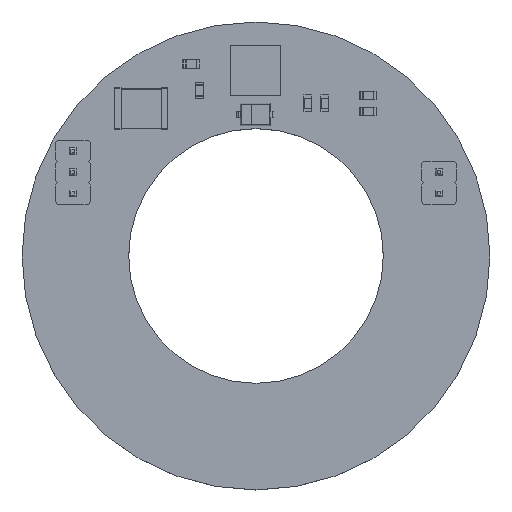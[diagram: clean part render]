
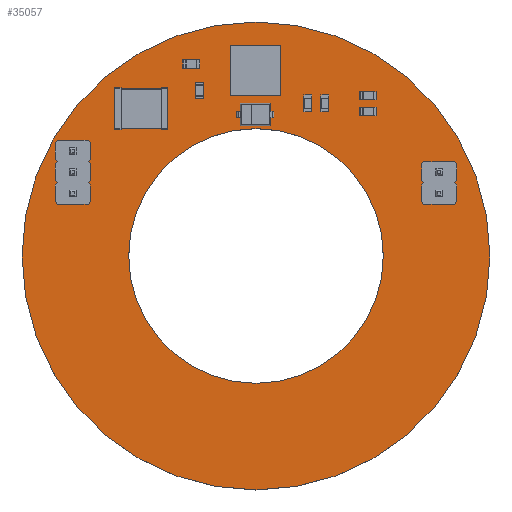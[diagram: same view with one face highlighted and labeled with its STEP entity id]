
A CAD part, top view. The second image highlights one B-rep face of the part: STEP entity #35057.
In plain terms, the highlighted planar face has unit normal (0, 0, 1).
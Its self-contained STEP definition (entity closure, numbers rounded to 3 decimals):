
#34786 = VERTEX_POINT('',#34787);
#34787 = CARTESIAN_POINT('',(14.,0.,1.6));
#34794 = CYLINDRICAL_SURFACE('',#34795,14.);
#34795 = AXIS2_PLACEMENT_3D('',#34796,#34797,#34798);
#34796 = CARTESIAN_POINT('',(0.,0.,0.));
#34797 = DIRECTION('',(0.,0.,-1.));
#34798 = DIRECTION('',(1.,0.,0.));
#34813 = EDGE_CURVE('',#34786,#34786,#34814,.T.);
#34814 = SURFACE_CURVE('',#34815,(#34820,#34827),.PCURVE_S1.);
#34815 = CIRCLE('',#34816,14.);
#34816 = AXIS2_PLACEMENT_3D('',#34817,#34818,#34819);
#34817 = CARTESIAN_POINT('',(0.,0.,1.6));
#34818 = DIRECTION('',(0.,0.,1.));
#34819 = DIRECTION('',(1.,0.,0.));
#34820 = PCURVE('',#34794,#34821);
#34821 = DEFINITIONAL_REPRESENTATION('',(#34822),#34826);
#34822 = LINE('',#34823,#34824);
#34823 = CARTESIAN_POINT('',(0.,-1.6));
#34824 = VECTOR('',#34825,1.);
#34825 = DIRECTION('',(-1.,0.));
#34826 = ( GEOMETRIC_REPRESENTATION_CONTEXT(2) 
PARAMETRIC_REPRESENTATION_CONTEXT() REPRESENTATION_CONTEXT('2D SPACE',''
  ) );
#34827 = PCURVE('',#34828,#34833);
#34828 = PLANE('',#34829);
#34829 = AXIS2_PLACEMENT_3D('',#34830,#34831,#34832);
#34830 = CARTESIAN_POINT('',(0.,0.,
    1.6));
#34831 = DIRECTION('',(0.,0.,1.));
#34832 = DIRECTION('',(1.,0.,0.));
#34833 = DEFINITIONAL_REPRESENTATION('',(#34834),#34838);
#34834 = CIRCLE('',#34835,14.);
#34835 = AXIS2_PLACEMENT_2D('',#34836,#34837);
#34836 = CARTESIAN_POINT('',(0.,0.));
#34837 = DIRECTION('',(1.,0.));
#34838 = ( GEOMETRIC_REPRESENTATION_CONTEXT(2) 
PARAMETRIC_REPRESENTATION_CONTEXT() REPRESENTATION_CONTEXT('2D SPACE',''
  ) );
#34891 = CYLINDRICAL_SURFACE('',#34892,0.325);
#34892 = AXIS2_PLACEMENT_3D('',#34893,#34894,#34895);
#34893 = CARTESIAN_POINT('',(10.962,3.74,-0.8));
#34894 = DIRECTION('',(0.,0.,1.));
#34895 = DIRECTION('',(1.,0.,0.));
#34922 = CYLINDRICAL_SURFACE('',#34923,0.325);
#34923 = AXIS2_PLACEMENT_3D('',#34924,#34925,#34926);
#34924 = CARTESIAN_POINT('',(10.962,5.01,-0.8));
#34925 = DIRECTION('',(0.,0.,1.));
#34926 = DIRECTION('',(1.,0.,0.));
#34953 = CYLINDRICAL_SURFACE('',#34954,7.619);
#34954 = AXIS2_PLACEMENT_3D('',#34955,#34956,#34957);
#34955 = CARTESIAN_POINT('',(0.,0.,0.));
#34956 = DIRECTION('',(0.,0.,-1.));
#34957 = DIRECTION('',(1.,0.,0.));
#34984 = CYLINDRICAL_SURFACE('',#34985,0.325);
#34985 = AXIS2_PLACEMENT_3D('',#34986,#34987,#34988);
#34986 = CARTESIAN_POINT('',(-10.97,3.74,-0.8));
#34987 = DIRECTION('',(0.,0.,1.));
#34988 = DIRECTION('',(1.,0.,0.));
#35015 = CYLINDRICAL_SURFACE('',#35016,0.325);
#35016 = AXIS2_PLACEMENT_3D('',#35017,#35018,#35019);
#35017 = CARTESIAN_POINT('',(-10.97,5.01,-0.8));
#35018 = DIRECTION('',(0.,0.,1.));
#35019 = DIRECTION('',(1.,0.,0.));
#35046 = CYLINDRICAL_SURFACE('',#35047,0.325);
#35047 = AXIS2_PLACEMENT_3D('',#35048,#35049,#35050);
#35048 = CARTESIAN_POINT('',(-10.97,6.28,-0.8));
#35049 = DIRECTION('',(0.,0.,1.));
#35050 = DIRECTION('',(1.,0.,0.));
#35057 = ADVANCED_FACE('',(#35058,#35061,#35087,#35113,#35139,#35165,
    #35191),#34828,.T.);
#35058 = FACE_BOUND('',#35059,.T.);
#35059 = EDGE_LOOP('',(#35060));
#35060 = ORIENTED_EDGE('',*,*,#34813,.T.);
#35061 = FACE_BOUND('',#35062,.T.);
#35062 = EDGE_LOOP('',(#35063));
#35063 = ORIENTED_EDGE('',*,*,#35064,.F.);
#35064 = EDGE_CURVE('',#35065,#35065,#35067,.T.);
#35065 = VERTEX_POINT('',#35066);
#35066 = CARTESIAN_POINT('',(-10.645,3.74,1.6));
#35067 = SURFACE_CURVE('',#35068,(#35073,#35080),.PCURVE_S1.);
#35068 = CIRCLE('',#35069,0.325);
#35069 = AXIS2_PLACEMENT_3D('',#35070,#35071,#35072);
#35070 = CARTESIAN_POINT('',(-10.97,3.74,1.6));
#35071 = DIRECTION('',(0.,0.,1.));
#35072 = DIRECTION('',(1.,0.,0.));
#35073 = PCURVE('',#34828,#35074);
#35074 = DEFINITIONAL_REPRESENTATION('',(#35075),#35079);
#35075 = CIRCLE('',#35076,0.325);
#35076 = AXIS2_PLACEMENT_2D('',#35077,#35078);
#35077 = CARTESIAN_POINT('',(-10.97,3.74));
#35078 = DIRECTION('',(1.,0.));
#35079 = ( GEOMETRIC_REPRESENTATION_CONTEXT(2) 
PARAMETRIC_REPRESENTATION_CONTEXT() REPRESENTATION_CONTEXT('2D SPACE',''
  ) );
#35080 = PCURVE('',#34984,#35081);
#35081 = DEFINITIONAL_REPRESENTATION('',(#35082),#35086);
#35082 = LINE('',#35083,#35084);
#35083 = CARTESIAN_POINT('',(0.,2.4));
#35084 = VECTOR('',#35085,1.);
#35085 = DIRECTION('',(1.,0.));
#35086 = ( GEOMETRIC_REPRESENTATION_CONTEXT(2) 
PARAMETRIC_REPRESENTATION_CONTEXT() REPRESENTATION_CONTEXT('2D SPACE',''
  ) );
#35087 = FACE_BOUND('',#35088,.T.);
#35088 = EDGE_LOOP('',(#35089));
#35089 = ORIENTED_EDGE('',*,*,#35090,.F.);
#35090 = EDGE_CURVE('',#35091,#35091,#35093,.T.);
#35091 = VERTEX_POINT('',#35092);
#35092 = CARTESIAN_POINT('',(-10.645,5.01,1.6));
#35093 = SURFACE_CURVE('',#35094,(#35099,#35106),.PCURVE_S1.);
#35094 = CIRCLE('',#35095,0.325);
#35095 = AXIS2_PLACEMENT_3D('',#35096,#35097,#35098);
#35096 = CARTESIAN_POINT('',(-10.97,5.01,1.6));
#35097 = DIRECTION('',(0.,0.,1.));
#35098 = DIRECTION('',(1.,0.,0.));
#35099 = PCURVE('',#34828,#35100);
#35100 = DEFINITIONAL_REPRESENTATION('',(#35101),#35105);
#35101 = CIRCLE('',#35102,0.325);
#35102 = AXIS2_PLACEMENT_2D('',#35103,#35104);
#35103 = CARTESIAN_POINT('',(-10.97,5.01));
#35104 = DIRECTION('',(1.,0.));
#35105 = ( GEOMETRIC_REPRESENTATION_CONTEXT(2) 
PARAMETRIC_REPRESENTATION_CONTEXT() REPRESENTATION_CONTEXT('2D SPACE',''
  ) );
#35106 = PCURVE('',#35015,#35107);
#35107 = DEFINITIONAL_REPRESENTATION('',(#35108),#35112);
#35108 = LINE('',#35109,#35110);
#35109 = CARTESIAN_POINT('',(0.,2.4));
#35110 = VECTOR('',#35111,1.);
#35111 = DIRECTION('',(1.,0.));
#35112 = ( GEOMETRIC_REPRESENTATION_CONTEXT(2) 
PARAMETRIC_REPRESENTATION_CONTEXT() REPRESENTATION_CONTEXT('2D SPACE',''
  ) );
#35113 = FACE_BOUND('',#35114,.T.);
#35114 = EDGE_LOOP('',(#35115));
#35115 = ORIENTED_EDGE('',*,*,#35116,.F.);
#35116 = EDGE_CURVE('',#35117,#35117,#35119,.T.);
#35117 = VERTEX_POINT('',#35118);
#35118 = CARTESIAN_POINT('',(-10.645,6.28,1.6));
#35119 = SURFACE_CURVE('',#35120,(#35125,#35132),.PCURVE_S1.);
#35120 = CIRCLE('',#35121,0.325);
#35121 = AXIS2_PLACEMENT_3D('',#35122,#35123,#35124);
#35122 = CARTESIAN_POINT('',(-10.97,6.28,1.6));
#35123 = DIRECTION('',(0.,0.,1.));
#35124 = DIRECTION('',(1.,0.,0.));
#35125 = PCURVE('',#34828,#35126);
#35126 = DEFINITIONAL_REPRESENTATION('',(#35127),#35131);
#35127 = CIRCLE('',#35128,0.325);
#35128 = AXIS2_PLACEMENT_2D('',#35129,#35130);
#35129 = CARTESIAN_POINT('',(-10.97,6.28));
#35130 = DIRECTION('',(1.,0.));
#35131 = ( GEOMETRIC_REPRESENTATION_CONTEXT(2) 
PARAMETRIC_REPRESENTATION_CONTEXT() REPRESENTATION_CONTEXT('2D SPACE',''
  ) );
#35132 = PCURVE('',#35046,#35133);
#35133 = DEFINITIONAL_REPRESENTATION('',(#35134),#35138);
#35134 = LINE('',#35135,#35136);
#35135 = CARTESIAN_POINT('',(0.,2.4));
#35136 = VECTOR('',#35137,1.);
#35137 = DIRECTION('',(1.,0.));
#35138 = ( GEOMETRIC_REPRESENTATION_CONTEXT(2) 
PARAMETRIC_REPRESENTATION_CONTEXT() REPRESENTATION_CONTEXT('2D SPACE',''
  ) );
#35139 = FACE_BOUND('',#35140,.T.);
#35140 = EDGE_LOOP('',(#35141));
#35141 = ORIENTED_EDGE('',*,*,#35142,.F.);
#35142 = EDGE_CURVE('',#35143,#35143,#35145,.T.);
#35143 = VERTEX_POINT('',#35144);
#35144 = CARTESIAN_POINT('',(11.287,3.74,1.6));
#35145 = SURFACE_CURVE('',#35146,(#35151,#35158),.PCURVE_S1.);
#35146 = CIRCLE('',#35147,0.325);
#35147 = AXIS2_PLACEMENT_3D('',#35148,#35149,#35150);
#35148 = CARTESIAN_POINT('',(10.962,3.74,1.6));
#35149 = DIRECTION('',(0.,0.,1.));
#35150 = DIRECTION('',(1.,0.,0.));
#35151 = PCURVE('',#34828,#35152);
#35152 = DEFINITIONAL_REPRESENTATION('',(#35153),#35157);
#35153 = CIRCLE('',#35154,0.325);
#35154 = AXIS2_PLACEMENT_2D('',#35155,#35156);
#35155 = CARTESIAN_POINT('',(10.962,3.74));
#35156 = DIRECTION('',(1.,0.));
#35157 = ( GEOMETRIC_REPRESENTATION_CONTEXT(2) 
PARAMETRIC_REPRESENTATION_CONTEXT() REPRESENTATION_CONTEXT('2D SPACE',''
  ) );
#35158 = PCURVE('',#34891,#35159);
#35159 = DEFINITIONAL_REPRESENTATION('',(#35160),#35164);
#35160 = LINE('',#35161,#35162);
#35161 = CARTESIAN_POINT('',(0.,2.4));
#35162 = VECTOR('',#35163,1.);
#35163 = DIRECTION('',(1.,0.));
#35164 = ( GEOMETRIC_REPRESENTATION_CONTEXT(2) 
PARAMETRIC_REPRESENTATION_CONTEXT() REPRESENTATION_CONTEXT('2D SPACE',''
  ) );
#35165 = FACE_BOUND('',#35166,.T.);
#35166 = EDGE_LOOP('',(#35167));
#35167 = ORIENTED_EDGE('',*,*,#35168,.F.);
#35168 = EDGE_CURVE('',#35169,#35169,#35171,.T.);
#35169 = VERTEX_POINT('',#35170);
#35170 = CARTESIAN_POINT('',(11.287,5.01,1.6));
#35171 = SURFACE_CURVE('',#35172,(#35177,#35184),.PCURVE_S1.);
#35172 = CIRCLE('',#35173,0.325);
#35173 = AXIS2_PLACEMENT_3D('',#35174,#35175,#35176);
#35174 = CARTESIAN_POINT('',(10.962,5.01,1.6));
#35175 = DIRECTION('',(0.,0.,1.));
#35176 = DIRECTION('',(1.,0.,0.));
#35177 = PCURVE('',#34828,#35178);
#35178 = DEFINITIONAL_REPRESENTATION('',(#35179),#35183);
#35179 = CIRCLE('',#35180,0.325);
#35180 = AXIS2_PLACEMENT_2D('',#35181,#35182);
#35181 = CARTESIAN_POINT('',(10.962,5.01));
#35182 = DIRECTION('',(1.,0.));
#35183 = ( GEOMETRIC_REPRESENTATION_CONTEXT(2) 
PARAMETRIC_REPRESENTATION_CONTEXT() REPRESENTATION_CONTEXT('2D SPACE',''
  ) );
#35184 = PCURVE('',#34922,#35185);
#35185 = DEFINITIONAL_REPRESENTATION('',(#35186),#35190);
#35186 = LINE('',#35187,#35188);
#35187 = CARTESIAN_POINT('',(0.,2.4));
#35188 = VECTOR('',#35189,1.);
#35189 = DIRECTION('',(1.,0.));
#35190 = ( GEOMETRIC_REPRESENTATION_CONTEXT(2) 
PARAMETRIC_REPRESENTATION_CONTEXT() REPRESENTATION_CONTEXT('2D SPACE',''
  ) );
#35191 = FACE_BOUND('',#35192,.T.);
#35192 = EDGE_LOOP('',(#35193));
#35193 = ORIENTED_EDGE('',*,*,#35194,.F.);
#35194 = EDGE_CURVE('',#35195,#35195,#35197,.T.);
#35195 = VERTEX_POINT('',#35196);
#35196 = CARTESIAN_POINT('',(7.619,0.,1.6));
#35197 = SURFACE_CURVE('',#35198,(#35203,#35210),.PCURVE_S1.);
#35198 = CIRCLE('',#35199,7.619);
#35199 = AXIS2_PLACEMENT_3D('',#35200,#35201,#35202);
#35200 = CARTESIAN_POINT('',(0.,0.,1.6));
#35201 = DIRECTION('',(0.,0.,1.));
#35202 = DIRECTION('',(1.,0.,0.));
#35203 = PCURVE('',#34828,#35204);
#35204 = DEFINITIONAL_REPRESENTATION('',(#35205),#35209);
#35205 = CIRCLE('',#35206,7.619);
#35206 = AXIS2_PLACEMENT_2D('',#35207,#35208);
#35207 = CARTESIAN_POINT('',(0.,0.));
#35208 = DIRECTION('',(1.,0.));
#35209 = ( GEOMETRIC_REPRESENTATION_CONTEXT(2) 
PARAMETRIC_REPRESENTATION_CONTEXT() REPRESENTATION_CONTEXT('2D SPACE',''
  ) );
#35210 = PCURVE('',#34953,#35211);
#35211 = DEFINITIONAL_REPRESENTATION('',(#35212),#35216);
#35212 = LINE('',#35213,#35214);
#35213 = CARTESIAN_POINT('',(0.,-1.6));
#35214 = VECTOR('',#35215,1.);
#35215 = DIRECTION('',(-1.,0.));
#35216 = ( GEOMETRIC_REPRESENTATION_CONTEXT(2) 
PARAMETRIC_REPRESENTATION_CONTEXT() REPRESENTATION_CONTEXT('2D SPACE',''
  ) );
